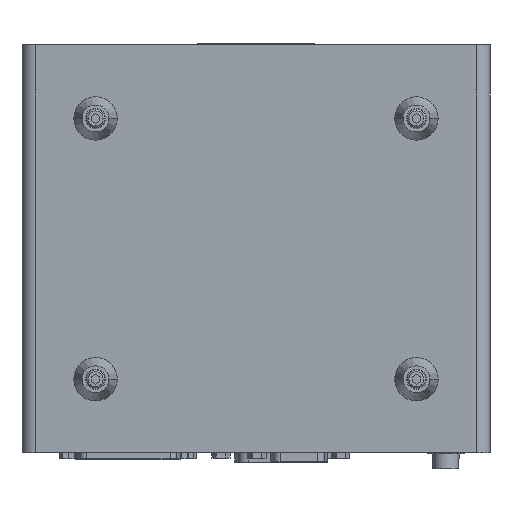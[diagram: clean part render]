
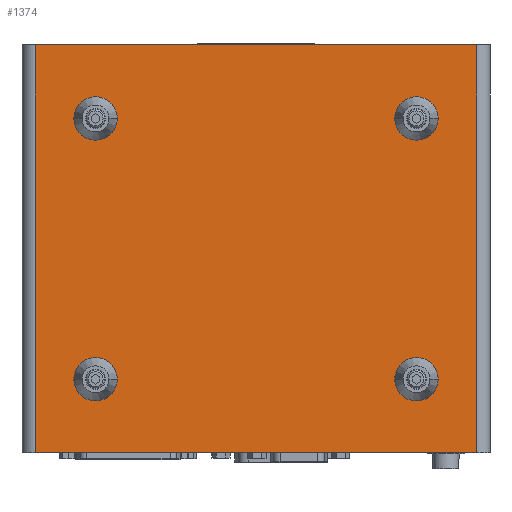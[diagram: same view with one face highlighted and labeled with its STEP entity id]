
A CAD part, front view. The second image highlights one B-rep face of the part: STEP entity #1374.
In plain terms, the highlighted planar face has unit normal (0, -1, 0).
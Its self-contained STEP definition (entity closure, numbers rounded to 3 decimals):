
#40=DIRECTION('',(-1.,0.,0.));
#41=VECTOR('',#40,132.);
#42=CARTESIAN_POINT('',(66.,0.,61.));
#43=LINE('',#42,#41);
#425=DIRECTION('',(0.,0.,-1.));
#426=VECTOR('',#425,122.);
#427=CARTESIAN_POINT('',(-66.,0.,61.));
#428=LINE('',#427,#426);
#429=DIRECTION('',(-1.,0.,0.));
#430=VECTOR('',#429,132.);
#431=CARTESIAN_POINT('',(66.,0.,-61.));
#432=LINE('',#431,#430);
#433=CARTESIAN_POINT('',(48.,0.,-39.));
#434=DIRECTION('',(0.,-1.,0.));
#435=DIRECTION('',(-1.,0.,0.));
#436=AXIS2_PLACEMENT_3D('',#433,#434,#435);
#438=CARTESIAN_POINT('',(48.,0.,-39.));
#439=DIRECTION('',(0.,-1.,0.));
#440=DIRECTION('',(1.,0.,0.));
#441=AXIS2_PLACEMENT_3D('',#438,#439,#440);
#443=CARTESIAN_POINT('',(-48.,0.,-39.));
#444=DIRECTION('',(0.,-1.,0.));
#445=DIRECTION('',(-1.,0.,0.));
#446=AXIS2_PLACEMENT_3D('',#443,#444,#445);
#448=CARTESIAN_POINT('',(-48.,0.,-39.));
#449=DIRECTION('',(0.,-1.,0.));
#450=DIRECTION('',(1.,0.,0.));
#451=AXIS2_PLACEMENT_3D('',#448,#449,#450);
#453=CARTESIAN_POINT('',(48.,0.,39.));
#454=DIRECTION('',(0.,-1.,0.));
#455=DIRECTION('',(1.,0.,0.));
#456=AXIS2_PLACEMENT_3D('',#453,#454,#455);
#458=CARTESIAN_POINT('',(48.,0.,39.));
#459=DIRECTION('',(0.,-1.,0.));
#460=DIRECTION('',(-1.,0.,0.));
#461=AXIS2_PLACEMENT_3D('',#458,#459,#460);
#463=CARTESIAN_POINT('',(-48.,0.,39.));
#464=DIRECTION('',(0.,-1.,0.));
#465=DIRECTION('',(1.,0.,0.));
#466=AXIS2_PLACEMENT_3D('',#463,#464,#465);
#468=CARTESIAN_POINT('',(-48.,0.,39.));
#469=DIRECTION('',(0.,-1.,0.));
#470=DIRECTION('',(-1.,0.,0.));
#471=AXIS2_PLACEMENT_3D('',#468,#469,#470);
#473=DIRECTION('',(0.,0.,1.));
#474=VECTOR('',#473,122.);
#475=CARTESIAN_POINT('',(66.,0.,-61.));
#476=LINE('',#475,#474);
#637=CARTESIAN_POINT('',(66.,0.,61.));
#638=VERTEX_POINT('',#637);
#639=CARTESIAN_POINT('',(-66.,0.,61.));
#640=VERTEX_POINT('',#639);
#783=CARTESIAN_POINT('',(-66.,0.,-61.));
#784=VERTEX_POINT('',#783);
#785=CARTESIAN_POINT('',(66.,0.,-61.));
#786=VERTEX_POINT('',#785);
#793=CARTESIAN_POINT('',(46.75,0.,-39.));
#794=CARTESIAN_POINT('',(49.25,0.,-39.));
#795=VERTEX_POINT('',#793);
#796=VERTEX_POINT('',#794);
#797=CARTESIAN_POINT('',(-49.25,0.,-39.));
#798=CARTESIAN_POINT('',(-46.75,0.,-39.));
#799=VERTEX_POINT('',#797);
#800=VERTEX_POINT('',#798);
#801=CARTESIAN_POINT('',(49.25,0.,39.));
#802=CARTESIAN_POINT('',(46.75,0.,39.));
#803=VERTEX_POINT('',#801);
#804=VERTEX_POINT('',#802);
#805=CARTESIAN_POINT('',(-46.75,0.,39.));
#806=CARTESIAN_POINT('',(-49.25,0.,39.));
#807=VERTEX_POINT('',#805);
#808=VERTEX_POINT('',#806);
#1338=CARTESIAN_POINT('',(-70.,0.,61.));
#1339=DIRECTION('',(0.,-1.,0.));
#1340=DIRECTION('',(1.,0.,0.));
#1341=AXIS2_PLACEMENT_3D('',#1338,#1339,#1340);
#1342=PLANE('',#1341);
#1343=ORIENTED_EDGE('',*,*,#1333,.F.);
#1344=ORIENTED_EDGE('',*,*,#834,.F.);
#1346=ORIENTED_EDGE('',*,*,#1345,.F.);
#1347=ORIENTED_EDGE('',*,*,#1217,.T.);
#1348=EDGE_LOOP('',(#1343,#1344,#1346,#1347));
#1349=FACE_OUTER_BOUND('',#1348,.F.);
#1351=ORIENTED_EDGE('',*,*,#1350,.T.);
#1353=ORIENTED_EDGE('',*,*,#1352,.T.);
#1354=EDGE_LOOP('',(#1351,#1353));
#1355=FACE_BOUND('',#1354,.F.);
#1357=ORIENTED_EDGE('',*,*,#1356,.T.);
#1359=ORIENTED_EDGE('',*,*,#1358,.T.);
#1360=EDGE_LOOP('',(#1357,#1359));
#1361=FACE_BOUND('',#1360,.F.);
#1363=ORIENTED_EDGE('',*,*,#1362,.T.);
#1365=ORIENTED_EDGE('',*,*,#1364,.T.);
#1366=EDGE_LOOP('',(#1363,#1365));
#1367=FACE_BOUND('',#1366,.F.);
#1369=ORIENTED_EDGE('',*,*,#1368,.T.);
#1371=ORIENTED_EDGE('',*,*,#1370,.T.);
#1372=EDGE_LOOP('',(#1369,#1371));
#1373=FACE_BOUND('',#1372,.F.);
#437=CIRCLE('',#436,1.25);
#442=CIRCLE('',#441,1.25);
#447=CIRCLE('',#446,1.25);
#452=CIRCLE('',#451,1.25);
#457=CIRCLE('',#456,1.25);
#462=CIRCLE('',#461,1.25);
#467=CIRCLE('',#466,1.25);
#472=CIRCLE('',#471,1.25);
#834=EDGE_CURVE('',#638,#640,#43,.T.);
#1217=EDGE_CURVE('',#786,#784,#432,.T.);
#1333=EDGE_CURVE('',#640,#784,#428,.T.);
#1345=EDGE_CURVE('',#786,#638,#476,.T.);
#1350=EDGE_CURVE('',#795,#796,#437,.T.);
#1352=EDGE_CURVE('',#796,#795,#442,.T.);
#1356=EDGE_CURVE('',#799,#800,#447,.T.);
#1358=EDGE_CURVE('',#800,#799,#452,.T.);
#1362=EDGE_CURVE('',#803,#804,#457,.T.);
#1364=EDGE_CURVE('',#804,#803,#462,.T.);
#1368=EDGE_CURVE('',#807,#808,#467,.T.);
#1370=EDGE_CURVE('',#808,#807,#472,.T.);
#1374=ADVANCED_FACE('',(#1349,#1355,#1361,#1367,#1373),#1342,.T.);
